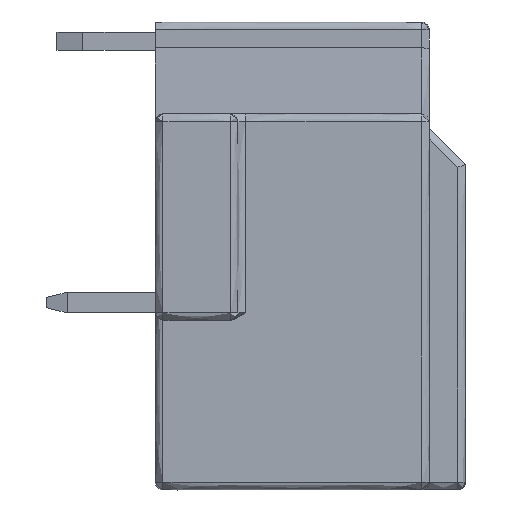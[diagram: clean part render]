
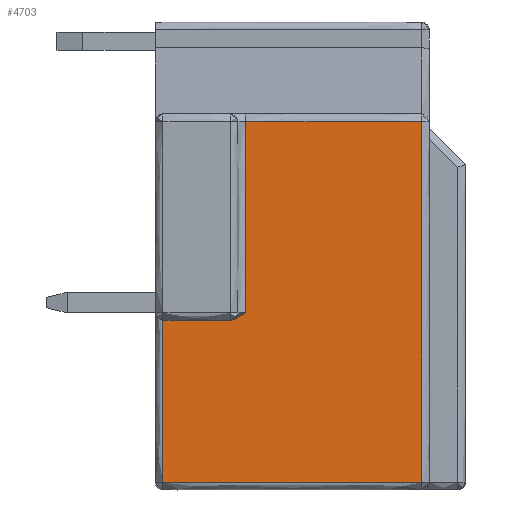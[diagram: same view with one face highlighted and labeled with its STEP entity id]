
A CAD part, left-side view. The second image highlights one B-rep face of the part: STEP entity #4703.
In plain terms, the highlighted free-form (B-spline) face has degree [1, 1] with [2, 2] control points.
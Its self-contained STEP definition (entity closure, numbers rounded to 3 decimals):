
#4200=CARTESIAN_POINT('',(-32.31,18.99,12.25));
#4201=VERTEX_POINT('',#4200);
#4209=CARTESIAN_POINT('',(-32.31,18.99,-1.7));
#4210=VERTEX_POINT('',#4209);
#4211=CARTESIAN_POINT('',(-32.31,18.99,12.25));
#4212=CARTESIAN_POINT('',(-32.31,18.99,-1.7));
#4213=B_SPLINE_CURVE_WITH_KNOTS('',1,(#4211,#4212),.POLYLINE_FORM.,.F.,.U.,(2,2),(0.191,0.475),.UNSPECIFIED.);
#4214=EDGE_CURVE('',#4201,#4210,#4213,.T.);
#4581=CARTESIAN_POINT('',(-32.31,29.29,-2.));
#4582=CARTESIAN_POINT('',(-32.31,29.29,12.55));
#4583=CARTESIAN_POINT('',(-32.31,18.69,-2.));
#4584=CARTESIAN_POINT('',(-32.31,18.69,12.55));
#4585=B_SPLINE_SURFACE_WITH_KNOTS('',1,1,((#4581,#4582),(#4583,#4584)),.PLANE_SURF.,.F.,.F.,.U.,(2,2),(2,2),(0.,10.6),(0.,14.55),.UNSPECIFIED.);
#4586=CARTESIAN_POINT('',(-32.31,25.79,12.25));
#4587=VERTEX_POINT('',#4586);
#4588=CARTESIAN_POINT('',(-32.31,25.79,4.85));
#4589=VERTEX_POINT('',#4588);
#4590=CARTESIAN_POINT('',(-32.31,25.79,12.25));
#4591=CARTESIAN_POINT('',(-32.31,25.79,4.85));
#4592=B_SPLINE_CURVE_WITH_KNOTS('',1,(#4590,#4591),.POLYLINE_FORM.,.F.,.U.,(2,2),(0.635,0.965),.UNSPECIFIED.);
#4593=EDGE_CURVE('',#4587,#4589,#4592,.T.);
#4594=ORIENTED_EDGE('',*,*,#4593,.T.);
#4595=CARTESIAN_POINT('',(-32.31,26.39,4.55));
#4596=VERTEX_POINT('',#4595);
#4597=CARTESIAN_POINT('',(-32.31,25.79,4.85));
#4598=CARTESIAN_POINT('',(-32.31,25.79,4.845));
#4599=CARTESIAN_POINT('',(-32.31,25.793,4.836));
#4600=CARTESIAN_POINT('',(-32.31,25.8,4.826));
#4601=CARTESIAN_POINT('',(-32.31,25.811,4.814));
#4602=CARTESIAN_POINT('',(-32.31,25.819,4.806));
#4603=CARTESIAN_POINT('',(-32.31,25.831,4.796));
#4604=CARTESIAN_POINT('',(-32.31,25.841,4.788));
#4605=CARTESIAN_POINT('',(-32.31,25.852,4.779));
#4606=CARTESIAN_POINT('',(-32.31,25.864,4.77));
#4607=CARTESIAN_POINT('',(-32.31,25.875,4.763));
#4608=CARTESIAN_POINT('',(-32.31,25.891,4.752));
#4609=CARTESIAN_POINT('',(-32.31,25.904,4.744));
#4610=CARTESIAN_POINT('',(-32.31,25.92,4.734));
#4611=CARTESIAN_POINT('',(-32.31,25.942,4.721));
#4612=CARTESIAN_POINT('',(-32.31,25.977,4.701));
#4613=CARTESIAN_POINT('',(-32.31,26.02,4.679));
#4614=CARTESIAN_POINT('',(-32.31,26.051,4.663));
#4615=CARTESIAN_POINT('',(-32.31,26.074,4.652));
#4616=CARTESIAN_POINT('',(-32.31,26.082,4.648));
#4617=CARTESIAN_POINT('',(-32.31,26.09,4.645));
#4618=CARTESIAN_POINT('',(-32.31,26.099,4.641));
#4619=CARTESIAN_POINT('',(-32.31,26.124,4.629));
#4620=CARTESIAN_POINT('',(-32.31,26.161,4.614));
#4621=CARTESIAN_POINT('',(-32.31,26.196,4.6));
#4622=CARTESIAN_POINT('',(-32.31,26.215,4.593));
#4623=CARTESIAN_POINT('',(-32.31,26.238,4.585));
#4624=CARTESIAN_POINT('',(-32.31,26.256,4.578));
#4625=CARTESIAN_POINT('',(-32.31,26.279,4.571));
#4626=CARTESIAN_POINT('',(-32.31,26.3,4.565));
#4627=CARTESIAN_POINT('',(-32.31,26.319,4.56));
#4628=CARTESIAN_POINT('',(-32.31,26.352,4.553));
#4629=CARTESIAN_POINT('',(-32.31,26.371,4.55));
#4630=CARTESIAN_POINT('',(-32.31,26.39,4.55));
#4631=B_SPLINE_CURVE_WITH_KNOTS('',3,(#4597,#4598,#4599,#4600,#4601,#4602,#4603,#4604,#4605,#4606,#4607,#4608,#4609,#4610,#4611,#4612,#4613,#4614,#4615,#4616,#4617,#4618,#4619,#4620,#4621,#4622,#4623,#4624,#4625,#4626,#4627,#4628,#4629,#4630),.UNSPECIFIED.,.F.,.U.,(4,1,1,1,1,1,1,1,1,1,1,1,1,1,1,1,1,1,3,1,1,1,1,1,1,1,1,1,1,4),(0.,0.02,0.04,0.061,0.081,0.101,0.121,0.141,0.161,0.182,0.208,0.239,0.25,0.289,0.352,0.427,0.5,0.502,0.539,0.58,0.662,0.712,0.746,0.75,0.818,0.831,0.856,0.914,0.915,1.),.UNSPECIFIED.);
#4632=EDGE_CURVE('',#4589,#4596,#4631,.T.);
#4633=ORIENTED_EDGE('',*,*,#4632,.T.);
#4634=CARTESIAN_POINT('',(-32.31,26.845,4.55));
#4635=VERTEX_POINT('',#4634);
#4636=CARTESIAN_POINT('',(-32.31,26.39,4.55));
#4637=CARTESIAN_POINT('',(-32.31,26.845,4.55));
#4638=B_SPLINE_CURVE_WITH_KNOTS('',1,(#4636,#4637),.POLYLINE_FORM.,.F.,.U.,(2,2),(0.,0.603),.UNSPECIFIED.);
#4639=EDGE_CURVE('',#4596,#4635,#4638,.T.);
#4640=ORIENTED_EDGE('',*,*,#4639,.T.);
#4641=CARTESIAN_POINT('',(-32.31,27.045,5.65));
#4642=VERTEX_POINT('',#4641);
#4643=CARTESIAN_POINT('',(-32.31,26.845,4.55));
#4644=CARTESIAN_POINT('',(-32.31,27.045,5.65));
#4645=B_SPLINE_CURVE_WITH_KNOTS('',1,(#4643,#4644),.POLYLINE_FORM.,.F.,.U.,(2,2),(0.491,0.543),.UNSPECIFIED.);
#4646=EDGE_CURVE('',#4635,#4642,#4645,.T.);
#4647=ORIENTED_EDGE('',*,*,#4646,.T.);
#4648=CARTESIAN_POINT('',(-32.31,27.045,11.55));
#4649=VERTEX_POINT('',#4648);
#4650=CARTESIAN_POINT('',(-32.31,27.045,5.65));
#4651=CARTESIAN_POINT('',(-32.31,27.045,11.55));
#4652=B_SPLINE_CURVE_WITH_KNOTS('',1,(#4650,#4651),.POLYLINE_FORM.,.F.,.U.,(2,2),(0.,1.),.UNSPECIFIED.);
#4653=EDGE_CURVE('',#4642,#4649,#4652,.T.);
#4654=ORIENTED_EDGE('',*,*,#4653,.T.);
#4655=CARTESIAN_POINT('',(-32.31,27.945,11.55));
#4656=VERTEX_POINT('',#4655);
#4657=CARTESIAN_POINT('',(-32.31,27.045,11.55));
#4658=CARTESIAN_POINT('',(-32.31,27.945,11.55));
#4659=B_SPLINE_CURVE_WITH_KNOTS('',1,(#4657,#4658),.POLYLINE_FORM.,.F.,.U.,(2,2),(0.,1.),.UNSPECIFIED.);
#4660=EDGE_CURVE('',#4649,#4656,#4659,.T.);
#4661=ORIENTED_EDGE('',*,*,#4660,.T.);
#4662=CARTESIAN_POINT('',(-32.31,27.945,6.15));
#4663=VERTEX_POINT('',#4662);
#4664=CARTESIAN_POINT('',(-32.31,27.945,11.55));
#4665=CARTESIAN_POINT('',(-32.31,27.945,6.15));
#4666=B_SPLINE_CURVE_WITH_KNOTS('',1,(#4664,#4665),.POLYLINE_FORM.,.F.,.U.,(2,2),(0.,1.),.UNSPECIFIED.);
#4667=EDGE_CURVE('',#4656,#4663,#4666,.T.);
#4668=ORIENTED_EDGE('',*,*,#4667,.T.);
#4669=CARTESIAN_POINT('',(-32.31,28.145,5.65));
#4670=VERTEX_POINT('',#4669);
#4671=CARTESIAN_POINT('',(-32.31,27.945,6.15));
#4672=CARTESIAN_POINT('',(-32.31,28.145,5.65));
#4673=B_SPLINE_CURVE_WITH_KNOTS('',1,(#4671,#4672),.POLYLINE_FORM.,.F.,.U.,(2,2),(0.,1.),.UNSPECIFIED.);
#4674=EDGE_CURVE('',#4663,#4670,#4673,.T.);
#4675=ORIENTED_EDGE('',*,*,#4674,.T.);
#4676=CARTESIAN_POINT('',(-32.31,28.99,5.65));
#4677=VERTEX_POINT('',#4676);
#4678=CARTESIAN_POINT('',(-32.31,28.145,5.65));
#4679=CARTESIAN_POINT('',(-32.31,28.99,5.65));
#4680=B_SPLINE_CURVE_WITH_KNOTS('',1,(#4678,#4679),.POLYLINE_FORM.,.F.,.U.,(2,2),(0.134,0.51),.UNSPECIFIED.);
#4681=EDGE_CURVE('',#4670,#4677,#4680,.T.);
#4682=ORIENTED_EDGE('',*,*,#4681,.T.);
#4683=CARTESIAN_POINT('',(-32.31,28.99,-1.7));
#4684=VERTEX_POINT('',#4683);
#4685=CARTESIAN_POINT('',(-32.31,28.99,5.65));
#4686=CARTESIAN_POINT('',(-32.31,28.99,-1.7));
#4687=B_SPLINE_CURVE_WITH_KNOTS('',1,(#4685,#4686),.POLYLINE_FORM.,.F.,.U.,(2,2),(0.86,0.918),.UNSPECIFIED.);
#4688=EDGE_CURVE('',#4677,#4684,#4687,.T.);
#4689=ORIENTED_EDGE('',*,*,#4688,.T.);
#4690=CARTESIAN_POINT('',(-32.31,28.99,-1.7));
#4691=CARTESIAN_POINT('',(-32.31,18.99,-1.7));
#4692=B_SPLINE_CURVE_WITH_KNOTS('',1,(#4690,#4691),.POLYLINE_FORM.,.F.,.U.,(2,2),(0.336,0.664),.UNSPECIFIED.);
#4693=EDGE_CURVE('',#4684,#4210,#4692,.T.);
#4694=ORIENTED_EDGE('',*,*,#4693,.T.);
#4695=ORIENTED_EDGE('',*,*,#4214,.F.);
#4696=CARTESIAN_POINT('',(-32.31,18.99,12.25));
#4697=CARTESIAN_POINT('',(-32.31,25.79,12.25));
#4698=B_SPLINE_CURVE_WITH_KNOTS('',1,(#4696,#4697),.POLYLINE_FORM.,.F.,.U.,(2,2),(0.515,0.806),.UNSPECIFIED.);
#4699=EDGE_CURVE('',#4201,#4587,#4698,.T.);
#4700=ORIENTED_EDGE('',*,*,#4699,.T.);
#4701=EDGE_LOOP('',(#4594,#4633,#4640,#4647,#4654,#4661,#4668,#4675,#4682,#4689,#4694,#4695,#4700));
#4702=FACE_OUTER_BOUND('',#4701,.T.);
#4703=ADVANCED_FACE('',(#4702),#4585,.T.);
